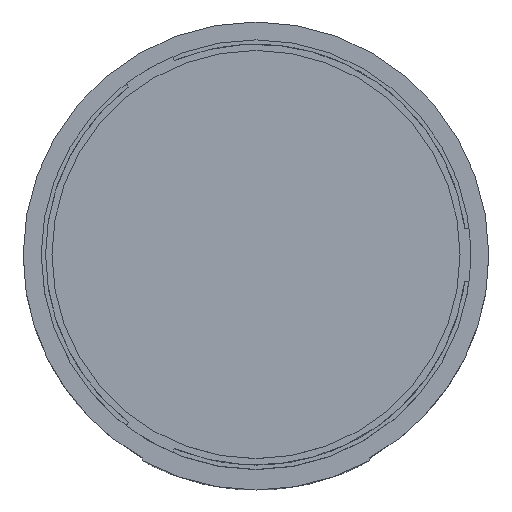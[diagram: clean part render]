
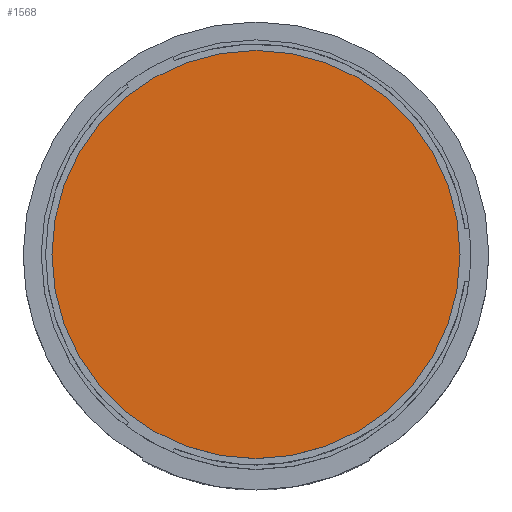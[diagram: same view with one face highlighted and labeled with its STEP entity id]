
A CAD part, top view. The second image highlights one B-rep face of the part: STEP entity #1568.
In plain terms, the highlighted planar face has unit normal (0, 0, 1).
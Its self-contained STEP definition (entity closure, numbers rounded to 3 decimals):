
#1548=CARTESIAN_POINT('POINT89',(26.908,0.,
   40.09));
#1549=VERTEX_POINT('VERTEX89',#1548);
#1550=CARTESIAN_POINT('POINT90',(-26.908,0.,
   40.09));
#1551=VERTEX_POINT('VERTEX90',#1550);
#1552=CARTESIAN_POINT('POS104',(0.,0.,40.09));
#1553=DIRECTION('DIR165',(0.,0.,-1.));
#1554=DIRECTION('DIR166',(1.,0.,0.));
#1555=AXIS2_PLACEMENT_3D('AXIS62',#1552,#1553,#1554);
#1556=CIRCLE('ELLIPSE28',#1555,26.908);
#1557=EDGE_CURVE('EDGE151',#1549,#1551,#1556,.T.);
#1558=ORIENTED_EDGE('COEDGE299',*,*,#1557,.F.);
#1559=EDGE_CURVE('EDGE152',#1551,#1549,#1556,.T.);
#1560=ORIENTED_EDGE('COEDGE300',*,*,#1559,.F.);
#1561=EDGE_LOOP('NONE',(#1558,#1560));
#1562=FACE_BOUND('LOOP1',#1561,.T.);
#1563=CARTESIAN_POINT('POS105',(13.454,0.,
   40.09));
#1564=DIRECTION('DIR167',(0.,0.,1.));
#1565=DIRECTION('DIR168',(1.,0.,0.));
#1566=AXIS2_PLACEMENT_3D('AXIS63',#1563,#1564,#1565);
#1567=PLANE('PLANE22',#1566);
#1568=ADVANCED_FACE('FACE69',(#1562),#1567,.T.);
